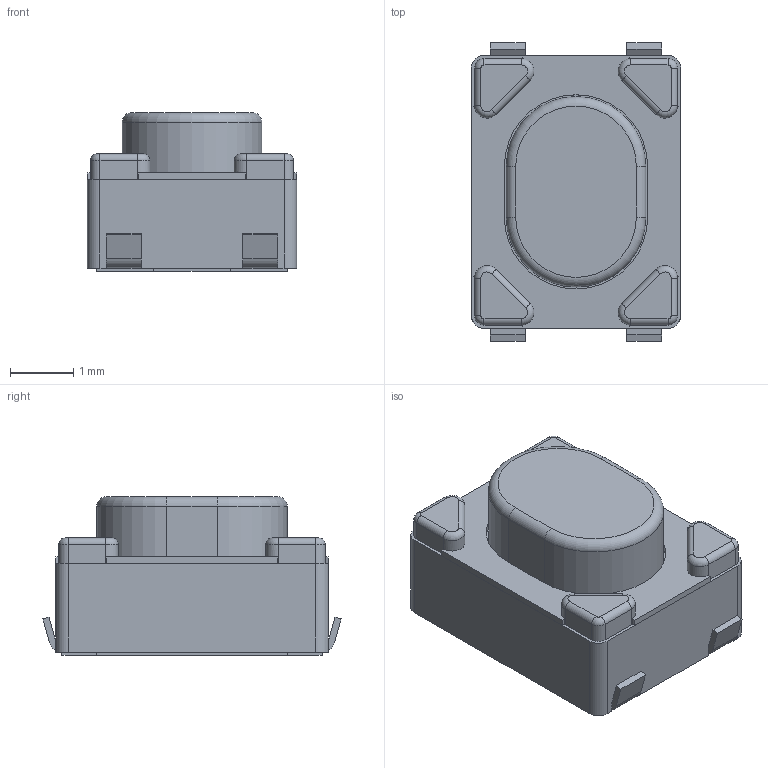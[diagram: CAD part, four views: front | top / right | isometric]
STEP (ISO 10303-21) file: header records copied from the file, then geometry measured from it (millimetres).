
FILE_DESCRIPTION(('STEP AP214'), '1');
FILE_NAME('tactile_switch_4.2x3.2', '2019-03-11T02:05:27', ('Nobody'), (''), 'ASCON STEP Converter 1.3', 'ASCON Math Kernel', '');
FILE_SCHEMA(('AUTOMOTIVE_DESIGN { 1 0 10303 214 3 1 1}'));
Length unit declared in the file: millimetre
Bounding box: 3.3 x 4.7 x 2.5 mm (x, y, z)
Volume: 27.7 mm3; surface area: 117.2 mm2
Topology: 5 solids, 5 shells, 210 faces, 543 edges, 362 vertices
Faces by surface type: plane 125, cylinder 71, torus 14
Full cylindrical faces by diameter (mm): 0.4 x7, 0.6 x2
Entity records: 8101 total; most frequent: DIRECTION 1120, CARTESIAN_POINT 1087, ORIENTED_EDGE 1036, EDGE_CURVE 518, AXIS2_PLACEMENT_3D 375, LINE 370, VECTOR 370, VERTEX_POINT 342
